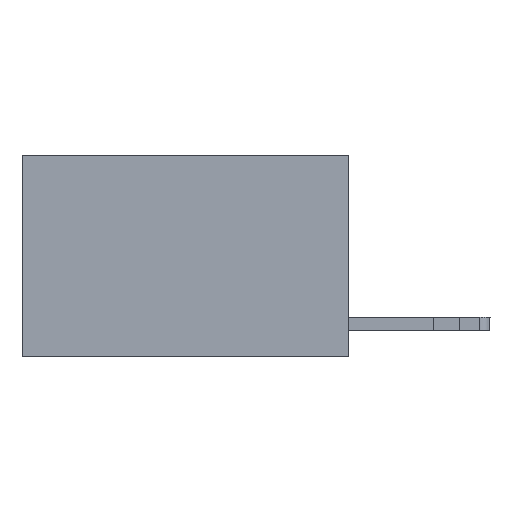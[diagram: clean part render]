
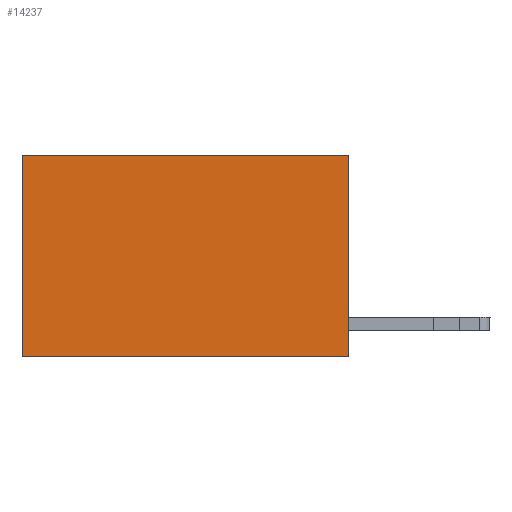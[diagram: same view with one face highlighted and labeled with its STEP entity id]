
A CAD part, left-side view. The second image highlights one B-rep face of the part: STEP entity #14237.
In plain terms, the highlighted planar face has unit normal (-1, 0, 0).
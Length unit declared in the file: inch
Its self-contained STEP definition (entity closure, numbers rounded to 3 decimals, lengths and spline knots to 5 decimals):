
#855 = EDGE_CURVE ( 'NONE', #15327, #8435, #13131, .T. ) ;
#892 = CARTESIAN_POINT ( 'NONE',  ( 0.2625, 0., -0.37 ) ) ;
#1169 = CARTESIAN_POINT ( 'NONE',  ( 0.2625, 0., 0. ) ) ;
#1267 = EDGE_CURVE ( 'NONE', #13341, #8197, #3901, .T. ) ;
#1499 = DIRECTION ( 'NONE',  ( 0., 0., -1. ) ) ;
#2246 = CARTESIAN_POINT ( 'NONE',  ( 0.2625, 0., 0. ) ) ;
#3000 = VECTOR ( 'NONE', #14541, 39.37008 ) ;
#3660 = DIRECTION ( 'NONE',  ( 0., 1., 0. ) ) ;
#3901 = LINE ( 'NONE', #11629, #3000 ) ;
#5107 = DIRECTION ( 'NONE',  ( 0., 0., -1. ) ) ;
#5608 = ORIENTED_EDGE ( 'NONE', *, *, #855, .T. ) ;
#5957 = EDGE_CURVE ( 'NONE', #8435, #8197, #9704, .T. ) ;
#7158 = CARTESIAN_POINT ( 'NONE',  ( 0.2625, 0.6, 0. ) ) ;
#7608 = CARTESIAN_POINT ( 'NONE',  ( 0.2625, 0., 0. ) ) ;
#7680 = VECTOR ( 'NONE', #15189, 39.37008 ) ;
#8035 = ORIENTED_EDGE ( 'NONE', *, *, #1267, .F. ) ;
#8197 = VERTEX_POINT ( 'NONE', #14864 ) ;
#8326 = FACE_OUTER_BOUND ( 'NONE', #14644, .T. ) ;
#8435 = VERTEX_POINT ( 'NONE', #8463 ) ;
#8463 = CARTESIAN_POINT ( 'NONE',  ( 0.2625, 0.6, 0. ) ) ;
#8607 = AXIS2_PLACEMENT_3D ( 'NONE', #2246, #13491, #5107 ) ;
#9237 = CARTESIAN_POINT ( 'NONE',  ( 0.2625, 0., 0. ) ) ;
#9431 = ORIENTED_EDGE ( 'NONE', *, *, #5957, .T. ) ;
#9704 = LINE ( 'NONE', #7158, #16690 ) ;
#10683 = PLANE ( 'NONE',  #8607 ) ;
#11629 = CARTESIAN_POINT ( 'NONE',  ( 0.2625, 0., -0.37 ) ) ;
#13131 = LINE ( 'NONE', #7608, #16397 ) ;
#13341 = VERTEX_POINT ( 'NONE', #892 ) ;
#13476 = EDGE_CURVE ( 'NONE', #15327, #13341, #14637, .T. ) ;
#13491 = DIRECTION ( 'NONE',  ( 1., 0., 0. ) ) ;
#14237 = ADVANCED_FACE ( 'NONE', ( #8326 ), #10683, .F. ) ;
#14541 = DIRECTION ( 'NONE',  ( 0., 1., 0. ) ) ;
#14637 = LINE ( 'NONE', #1169, #7680 ) ;
#14644 = EDGE_LOOP ( 'NONE', ( #9431, #8035, #18374, #5608 ) ) ;
#14864 = CARTESIAN_POINT ( 'NONE',  ( 0.2625, 0.6, -0.37 ) ) ;
#15189 = DIRECTION ( 'NONE',  ( 0., 0., -1. ) ) ;
#15327 = VERTEX_POINT ( 'NONE', #9237 ) ;
#16397 = VECTOR ( 'NONE', #3660, 39.37008 ) ;
#16690 = VECTOR ( 'NONE', #1499, 39.37008 ) ;
#18374 = ORIENTED_EDGE ( 'NONE', *, *, #13476, .F. ) ;
